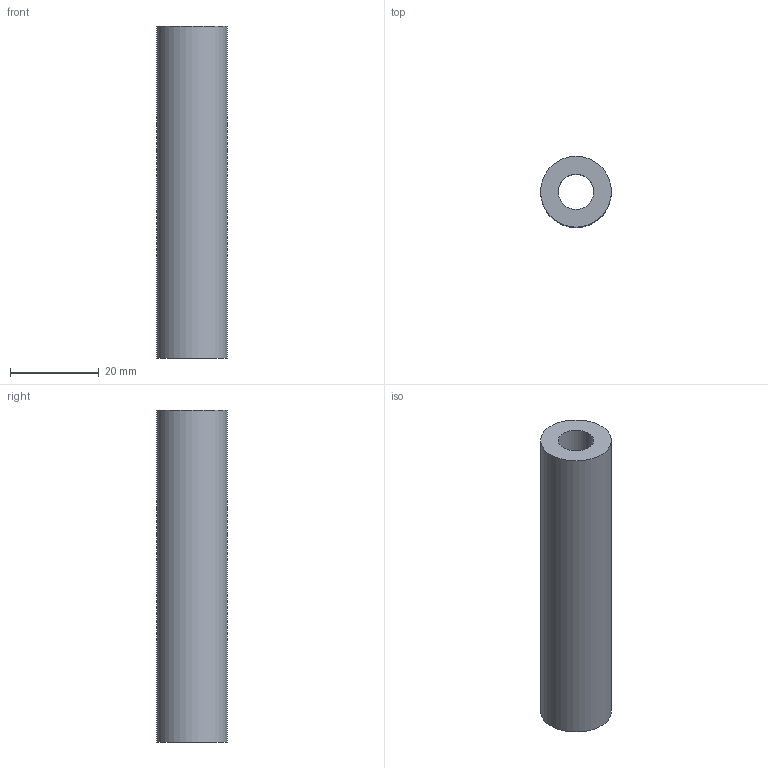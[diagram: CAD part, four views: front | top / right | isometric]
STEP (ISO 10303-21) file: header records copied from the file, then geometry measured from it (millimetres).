
FILE_DESCRIPTION(('STEP AP214'),'1');
FILE_NAME('BK-16075_16X75.stp','2023-09-21T15:06:56',(' '),(' '),'Spatial InterOp 3D',' ',' ');
FILE_SCHEMA(('automotive_design'));
Length unit declared in the file: metre
Products named in the file (1): 1
Bounding box: 16 x 16 x 75 mm (x, y, z)
Volume: 11309.7 mm3; surface area: 5956.5 mm2
Topology: 1 solids, 1 shells, 4 faces, 7 edges, 5 vertices
Faces by surface type: cylinder 2, plane 2
Full cylindrical faces by diameter (mm): 8 x1, 16 x1
Entity records: 173 total; most frequent: DIRECTION 18, CARTESIAN_POINT 13, PRESENTATION_STYLE_ASSIGNMENT 12, COLOUR_RGB 12, AXIS2_PLACEMENT_3D 9, STYLED_ITEM 8, CURVE_STYLE 8, DRAUGHTING_PRE_DEFINED_CURVE_FONT 8
